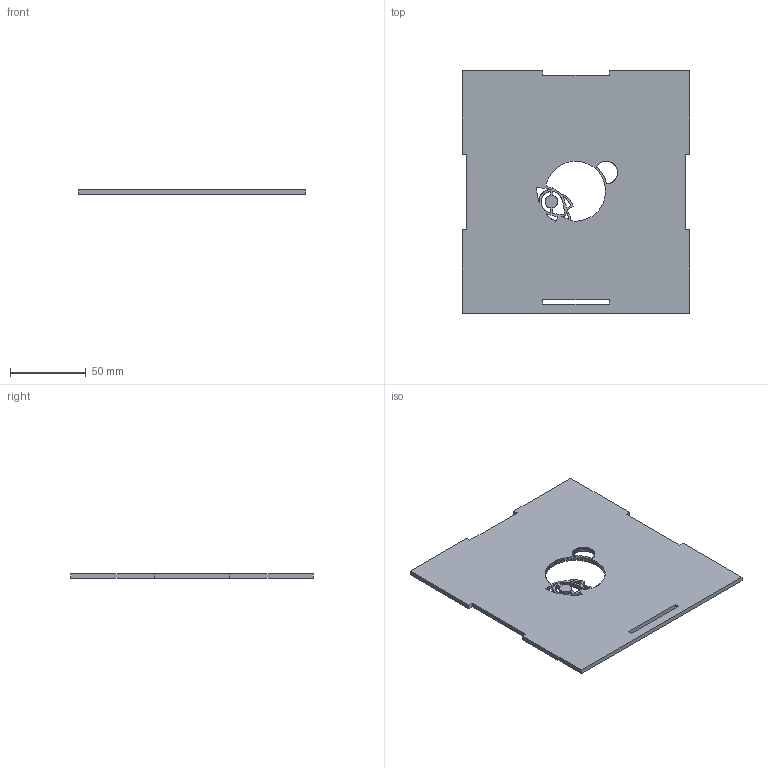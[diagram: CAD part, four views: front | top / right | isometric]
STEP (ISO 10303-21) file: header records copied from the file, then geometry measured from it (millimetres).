
FILE_DESCRIPTION(/* description */ (''),/* implementation_level */ '2;1');
FILE_NAME(/* name */ 'Tapa Trasera.step',/* time_stamp */ '2020-11-30T13:33:22-06:00',/* author */ (''),/* organization */ (''),/* preprocessor_version */ 'ST-DEVELOPER v18.1',/* originating_system */ 'Autodesk Translation Framework v9.3.0.1241',/* authorisation */ '');
FILE_SCHEMA (('AUTOMOTIVE_DESIGN { 1 0 10303 214 3 1 1 }'));
Length unit declared in the file: millimetre
Products named in the file (1): Tapa Trasera
Bounding box: 150 x 160 x 3 mm (x, y, z)
Volume: 66411.1 mm3; surface area: 47487.7 mm2
Topology: 1 solids, 1 shells, 581 faces, 1737 edges, 1158 vertices
Faces by surface type: plane 580, cylinder 1
Entity records: 19202 total; most frequent: CARTESIAN_POINT 3477, ORIENTED_EDGE 3474, DIRECTION 2903, EDGE_CURVE 1737, LINE 1735, VECTOR 1735, VERTEX_POINT 1158, EDGE_LOOP 599
